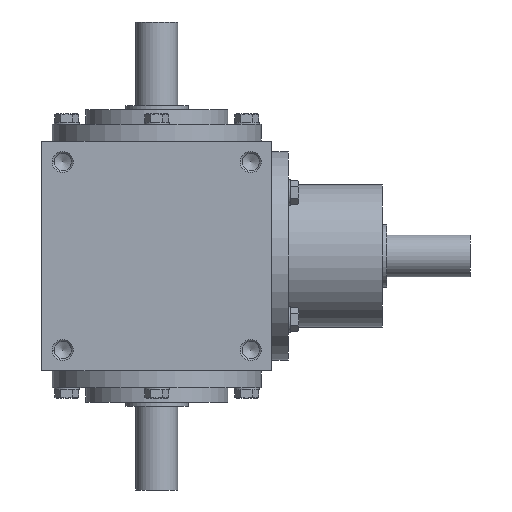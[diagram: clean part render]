
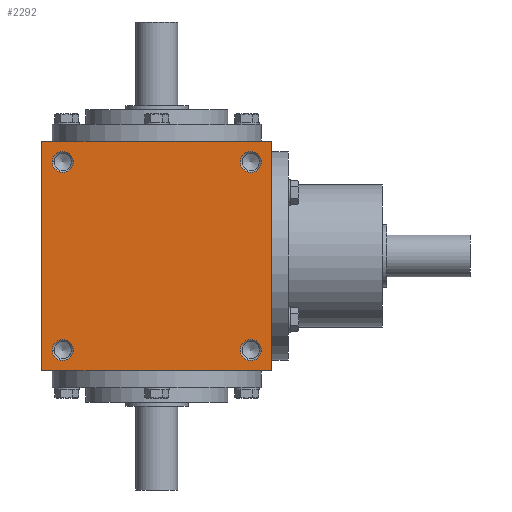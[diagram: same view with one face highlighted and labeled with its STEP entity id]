
A CAD part, front view. The second image highlights one B-rep face of the part: STEP entity #2292.
In plain terms, the highlighted planar face has unit normal (0, -1, 0).
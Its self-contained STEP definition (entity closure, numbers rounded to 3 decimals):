
#299=LINE('',#4132,#339);
#302=LINE('',#4146,#342);
#303=LINE('',#4148,#343);
#304=LINE('',#4150,#344);
#339=VECTOR('',#3339,1000.);
#342=VECTOR('',#3352,1000.);
#343=VECTOR('',#3353,1000.);
#344=VECTOR('',#3354,1000.);
#742=ORIENTED_EDGE('',*,*,#1172,.T.);
#743=ORIENTED_EDGE('',*,*,#1173,.T.);
#744=ORIENTED_EDGE('',*,*,#1174,.F.);
#745=ORIENTED_EDGE('',*,*,#1175,.F.);
#746=ORIENTED_EDGE('',*,*,#1176,.T.);
#747=ORIENTED_EDGE('',*,*,#1177,.F.);
#748=ORIENTED_EDGE('',*,*,#1178,.F.);
#749=ORIENTED_EDGE('',*,*,#1169,.T.);
#1169=EDGE_CURVE('',#1386,#1385,#299,.T.);
#1172=EDGE_CURVE('',#1388,#1388,#1530,.T.);
#1173=EDGE_CURVE('',#1389,#1389,#1531,.T.);
#1174=EDGE_CURVE('',#1390,#1390,#1532,.T.);
#1175=EDGE_CURVE('',#1391,#1391,#1533,.T.);
#1176=EDGE_CURVE('',#1385,#1392,#302,.T.);
#1177=EDGE_CURVE('',#1393,#1392,#303,.T.);
#1178=EDGE_CURVE('',#1386,#1393,#304,.T.);
#1385=VERTEX_POINT('',#4131);
#1386=VERTEX_POINT('',#4133);
#1388=VERTEX_POINT('',#4139);
#1389=VERTEX_POINT('',#4141);
#1390=VERTEX_POINT('',#4143);
#1391=VERTEX_POINT('',#4145);
#1392=VERTEX_POINT('',#4147);
#1393=VERTEX_POINT('',#4149);
#1530=CIRCLE('',#2675,5.);
#1531=CIRCLE('',#2676,5.);
#1532=CIRCLE('',#2677,5.);
#1533=CIRCLE('',#2678,5.);
#1709=EDGE_LOOP('',(#742));
#1710=EDGE_LOOP('',(#743));
#1711=EDGE_LOOP('',(#744));
#1712=EDGE_LOOP('',(#745));
#1713=EDGE_LOOP('',(#746,#747,#748,#749));
#1999=FACE_BOUND('',#1709,.T.);
#2000=FACE_BOUND('',#1710,.T.);
#2001=FACE_BOUND('',#1711,.T.);
#2002=FACE_BOUND('',#1712,.T.);
#2003=FACE_BOUND('',#1713,.T.);
#2205=PLANE('',#2674);
#2292=ADVANCED_FACE('',(#1999,#2000,#2001,#2002,#2003),#2205,.F.);
#2674=AXIS2_PLACEMENT_3D('',#4137,#3342,#3343);
#2675=AXIS2_PLACEMENT_3D('',#4138,#3344,#3345);
#2676=AXIS2_PLACEMENT_3D('',#4140,#3346,#3347);
#2677=AXIS2_PLACEMENT_3D('',#4142,#3348,#3349);
#2678=AXIS2_PLACEMENT_3D('',#4144,#3350,#3351);
#3339=DIRECTION('',(0.,0.,-1.));
#3342=DIRECTION('',(0.,1.,0.));
#3343=DIRECTION('',(0.,0.,1.));
#3344=DIRECTION('',(0.,1.,0.));
#3345=DIRECTION('',(0.,0.,1.));
#3346=DIRECTION('',(0.,1.,0.));
#3347=DIRECTION('',(0.,0.,1.));
#3348=DIRECTION('',(0.,-1.,0.));
#3349=DIRECTION('',(0.,0.,-1.));
#3350=DIRECTION('',(0.,-1.,0.));
#3351=DIRECTION('',(0.,0.,-1.));
#3352=DIRECTION('',(1.,0.,0.));
#3353=DIRECTION('',(0.,0.,-1.));
#3354=DIRECTION('',(1.,0.,0.));
#4131=CARTESIAN_POINT('',(-55.,-55.,-55.));
#4132=CARTESIAN_POINT('',(-55.,-55.,55.));
#4133=CARTESIAN_POINT('',(-55.,-55.,55.));
#4137=CARTESIAN_POINT('',(-55.,-55.,55.));
#4138=CARTESIAN_POINT('',(-45.,-55.,-45.));
#4139=CARTESIAN_POINT('',(-45.,-55.,-40.));
#4140=CARTESIAN_POINT('',(-45.,-55.,45.));
#4141=CARTESIAN_POINT('',(-45.,-55.,50.));
#4142=CARTESIAN_POINT('',(45.,-55.,-45.));
#4143=CARTESIAN_POINT('',(45.,-55.,-50.));
#4144=CARTESIAN_POINT('',(45.,-55.,45.));
#4145=CARTESIAN_POINT('',(45.,-55.,40.));
#4146=CARTESIAN_POINT('',(-55.,-55.,-55.));
#4147=CARTESIAN_POINT('',(55.,-55.,-55.));
#4148=CARTESIAN_POINT('',(55.,-55.,55.));
#4149=CARTESIAN_POINT('',(55.,-55.,55.));
#4150=CARTESIAN_POINT('',(-55.,-55.,55.));
